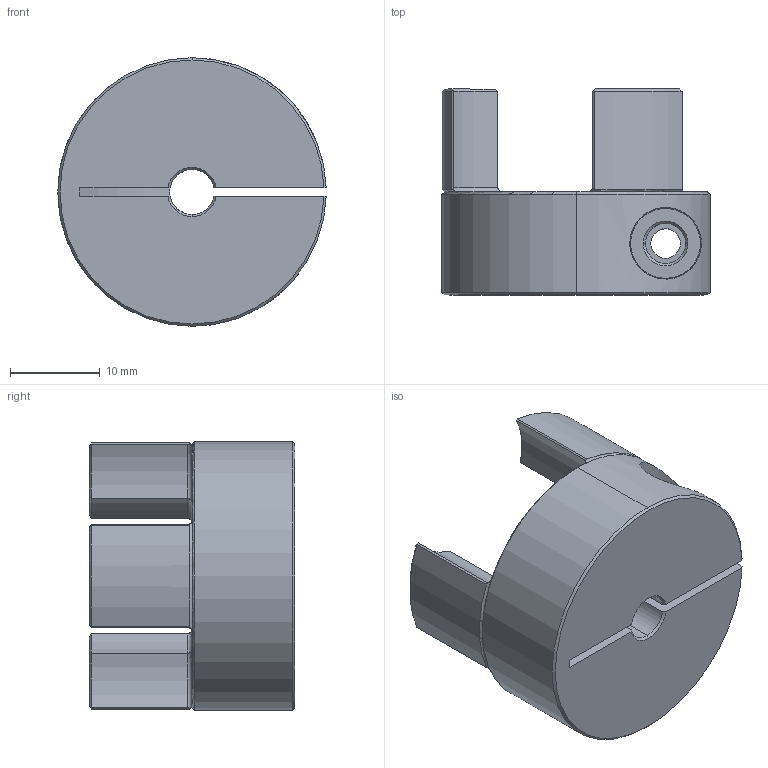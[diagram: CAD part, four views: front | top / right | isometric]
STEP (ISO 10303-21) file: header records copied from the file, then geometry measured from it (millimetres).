
FILE_DESCRIPTION (( 'STEP AP214' ), '1' );
FILE_NAME ('Coupler Jaw.STEP', '2018-04-07T07:29:52', ( '' ), ( '' ), 'SwSTEP 2.0', 'SolidWorks 2017', '' );
FILE_SCHEMA (( 'AUTOMOTIVE_DESIGN' ));
Length unit declared in the file: millimetre
Products named in the file (1): Coupler Jaw
Bounding box: 29.99 x 23 x 30 mm (x, y, z)
Volume: 8777.8 mm3; surface area: 4199.1 mm2
Topology: 1 solids, 1 shells, 90 faces, 210 edges, 123 vertices
Faces by surface type: cylinder 25, plane 22, cone 20, torus 17, bspline 6
Entity records: 3100 total; most frequent: CARTESIAN_POINT 1087, ORIENTED_EDGE 420, DIRECTION 404, EDGE_CURVE 210, AXIS2_PLACEMENT_3D 176, VERTEX_POINT 123, EDGE_LOOP 95, CIRCLE 91
